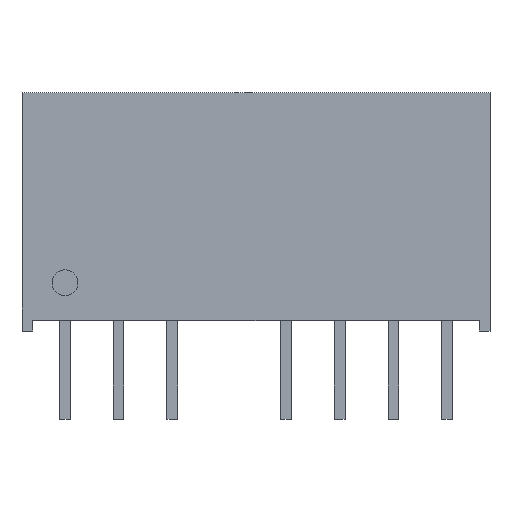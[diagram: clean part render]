
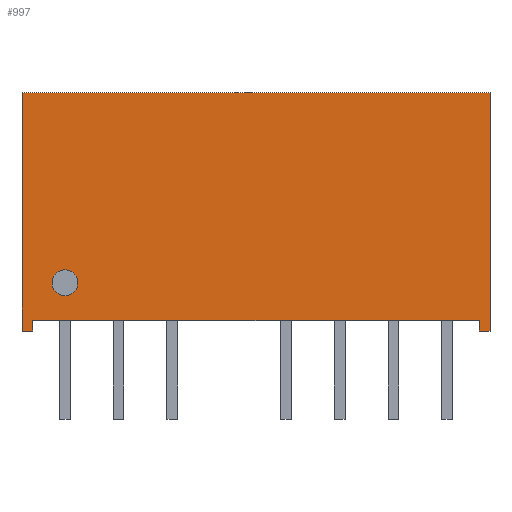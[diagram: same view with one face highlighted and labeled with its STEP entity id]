
A CAD part, top view. The second image highlights one B-rep face of the part: STEP entity #997.
In plain terms, the highlighted planar face has unit normal (0, 0, 1).
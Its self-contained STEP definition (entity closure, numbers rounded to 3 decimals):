
#46 = CARTESIAN_POINT ( 'NONE',  ( -8.9, 2.25, 5.7 ) ) ;
#64 = VECTOR ( 'NONE', #1367, 1000. ) ;
#94 = AXIS2_PLACEMENT_3D ( 'NONE', #46, #1558, #1896 ) ;
#128 = CARTESIAN_POINT ( 'NONE',  ( 10.4, 0.5, 5.7 ) ) ;
#140 = CARTESIAN_POINT ( 'NONE',  ( 0., 0.5, 5.7 ) ) ;
#152 = CARTESIAN_POINT ( 'NONE',  ( -10.9, 11.1, 5.7 ) ) ;
#184 = LINE ( 'NONE', #1821, #662 ) ;
#185 = EDGE_CURVE ( 'NONE', #1778, #723, #1919, .T. ) ;
#191 = LINE ( 'NONE', #1045, #1895 ) ;
#202 = DIRECTION ( 'NONE',  ( 0., 0., 1. ) ) ;
#207 = ORIENTED_EDGE ( 'NONE', *, *, #1419, .F. ) ;
#220 = ORIENTED_EDGE ( 'NONE', *, *, #185, .T. ) ;
#226 = EDGE_LOOP ( 'NONE', ( #1876, #1807, #1198, #815, #220, #207, #1906, #653 ) ) ;
#308 = CARTESIAN_POINT ( 'NONE',  ( -10.9, 0., 5.7 ) ) ;
#316 = PLANE ( 'NONE',  #1254 ) ;
#326 = DIRECTION ( 'NONE',  ( 1., 0., 0. ) ) ;
#353 = VECTOR ( 'NONE', #1496, 1000. ) ;
#419 = DIRECTION ( 'NONE',  ( 1., 0., 0. ) ) ;
#422 = EDGE_CURVE ( 'NONE', #1510, #1047, #1627, .T. ) ;
#442 = AXIS2_PLACEMENT_3D ( 'NONE', #1716, #202, #1699 ) ;
#452 = CARTESIAN_POINT ( 'NONE',  ( -10.4, 0., 5.7 ) ) ;
#466 = CARTESIAN_POINT ( 'NONE',  ( -8.3, 2.25, 5.7 ) ) ;
#518 = ORIENTED_EDGE ( 'NONE', *, *, #549, .F. ) ;
#520 = EDGE_LOOP ( 'NONE', ( #518, #1008 ) ) ;
#549 = EDGE_CURVE ( 'NONE', #1585, #890, #1210, .T. ) ;
#550 = FACE_BOUND ( 'NONE', #520, .T. ) ;
#591 = CARTESIAN_POINT ( 'NONE',  ( 10.4, 0., 5.7 ) ) ;
#612 = LINE ( 'NONE', #1176, #898 ) ;
#653 = ORIENTED_EDGE ( 'NONE', *, *, #1872, .T. ) ;
#662 = VECTOR ( 'NONE', #967, 1000. ) ;
#665 = LINE ( 'NONE', #140, #1272 ) ;
#671 = VECTOR ( 'NONE', #326, 1000. ) ;
#723 = VERTEX_POINT ( 'NONE', #858 ) ;
#731 = CARTESIAN_POINT ( 'NONE',  ( -9.5, 2.25, 5.7 ) ) ;
#746 = CARTESIAN_POINT ( 'NONE',  ( 10.9, 11.1, 5.7 ) ) ;
#762 = VECTOR ( 'NONE', #948, 1000. ) ;
#815 = ORIENTED_EDGE ( 'NONE', *, *, #1522, .T. ) ;
#850 = LINE ( 'NONE', #1839, #64 ) ;
#858 = CARTESIAN_POINT ( 'NONE',  ( 10.9, 0., 5.7 ) ) ;
#870 = EDGE_CURVE ( 'NONE', #1900, #1780, #191, .T. ) ;
#890 = VERTEX_POINT ( 'NONE', #731 ) ;
#898 = VECTOR ( 'NONE', #1466, 1000. ) ;
#930 = CARTESIAN_POINT ( 'NONE',  ( -10.4, 0.5, 5.7 ) ) ;
#948 = DIRECTION ( 'NONE',  ( 1., 0., 0. ) ) ;
#967 = DIRECTION ( 'NONE',  ( 0., -1., 0. ) ) ;
#986 = CARTESIAN_POINT ( 'NONE',  ( 10.4, 0.5, 5.7 ) ) ;
#997 = ADVANCED_FACE ( 'NONE', ( #550, #1298 ), #316, .F. ) ;
#1008 = ORIENTED_EDGE ( 'NONE', *, *, #1033, .F. ) ;
#1033 = EDGE_CURVE ( 'NONE', #890, #1585, #1430, .T. ) ;
#1045 = CARTESIAN_POINT ( 'NONE',  ( -10.9, 11.1, 5.7 ) ) ;
#1047 = VERTEX_POINT ( 'NONE', #452 ) ;
#1176 = CARTESIAN_POINT ( 'NONE',  ( 10.9, 11.1, 5.7 ) ) ;
#1196 = VERTEX_POINT ( 'NONE', #986 ) ;
#1198 = ORIENTED_EDGE ( 'NONE', *, *, #1634, .F. ) ;
#1210 = CIRCLE ( 'NONE', #94, 0.6 ) ;
#1226 = DIRECTION ( 'NONE',  ( -1., 0., 0. ) ) ;
#1254 = AXIS2_PLACEMENT_3D ( 'NONE', #152, #1826, #1971 ) ;
#1272 = VECTOR ( 'NONE', #1226, 1000. ) ;
#1298 = FACE_OUTER_BOUND ( 'NONE', #226, .T. ) ;
#1344 = CARTESIAN_POINT ( 'NONE',  ( -10.9, 0., 5.7 ) ) ;
#1367 = DIRECTION ( 'NONE',  ( 0., -1., 0. ) ) ;
#1419 = EDGE_CURVE ( 'NONE', #1780, #723, #612, .T. ) ;
#1430 = CIRCLE ( 'NONE', #442, 0.6 ) ;
#1466 = DIRECTION ( 'NONE',  ( 0., -1., 0. ) ) ;
#1496 = DIRECTION ( 'NONE',  ( 0., -1., 0. ) ) ;
#1498 = LINE ( 'NONE', #128, #353 ) ;
#1510 = VERTEX_POINT ( 'NONE', #1344 ) ;
#1522 = EDGE_CURVE ( 'NONE', #1196, #1778, #1498, .T. ) ;
#1548 = CARTESIAN_POINT ( 'NONE',  ( -10.9, 0., 5.7 ) ) ;
#1558 = DIRECTION ( 'NONE',  ( 0., 0., 1. ) ) ;
#1585 = VERTEX_POINT ( 'NONE', #466 ) ;
#1587 = VERTEX_POINT ( 'NONE', #930 ) ;
#1627 = LINE ( 'NONE', #1548, #671 ) ;
#1634 = EDGE_CURVE ( 'NONE', #1196, #1587, #665, .T. ) ;
#1699 = DIRECTION ( 'NONE',  ( 1., 0., 0. ) ) ;
#1716 = CARTESIAN_POINT ( 'NONE',  ( -8.9, 2.25, 5.7 ) ) ;
#1737 = EDGE_CURVE ( 'NONE', #1587, #1047, #184, .T. ) ;
#1778 = VERTEX_POINT ( 'NONE', #591 ) ;
#1780 = VERTEX_POINT ( 'NONE', #746 ) ;
#1807 = ORIENTED_EDGE ( 'NONE', *, *, #1737, .F. ) ;
#1821 = CARTESIAN_POINT ( 'NONE',  ( -10.4, 0.5, 5.7 ) ) ;
#1826 = DIRECTION ( 'NONE',  ( 0., 0., -1. ) ) ;
#1839 = CARTESIAN_POINT ( 'NONE',  ( -10.9, 11.1, 5.7 ) ) ;
#1844 = CARTESIAN_POINT ( 'NONE',  ( -10.9, 11.1, 5.7 ) ) ;
#1872 = EDGE_CURVE ( 'NONE', #1900, #1510, #850, .T. ) ;
#1876 = ORIENTED_EDGE ( 'NONE', *, *, #422, .T. ) ;
#1895 = VECTOR ( 'NONE', #419, 1000. ) ;
#1896 = DIRECTION ( 'NONE',  ( 1., 0., 0. ) ) ;
#1900 = VERTEX_POINT ( 'NONE', #1844 ) ;
#1906 = ORIENTED_EDGE ( 'NONE', *, *, #870, .F. ) ;
#1919 = LINE ( 'NONE', #308, #762 ) ;
#1971 = DIRECTION ( 'NONE',  ( -1., 0., 0. ) ) ;
